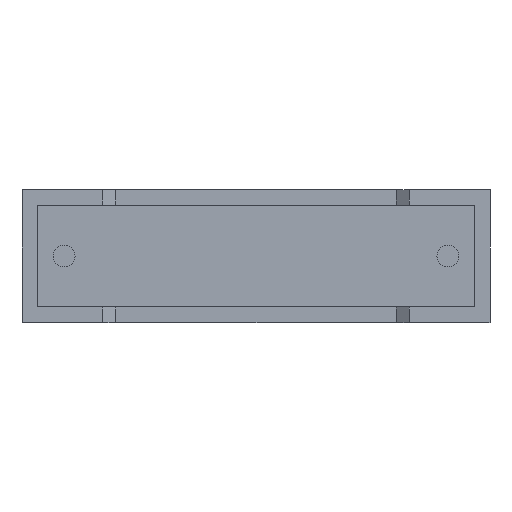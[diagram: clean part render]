
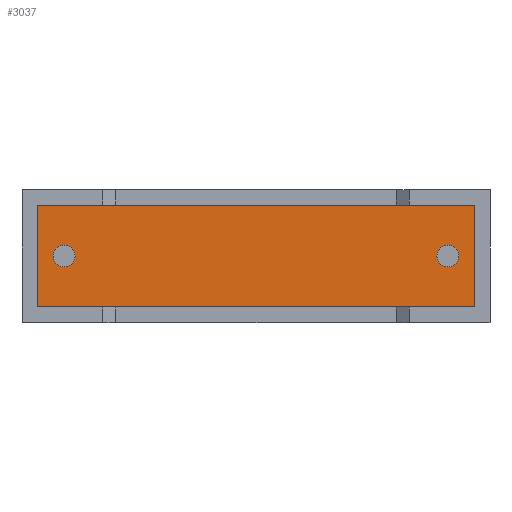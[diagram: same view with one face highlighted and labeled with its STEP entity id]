
A CAD part, front view. The second image highlights one B-rep face of the part: STEP entity #3037.
In plain terms, the highlighted planar face has unit normal (0, -1, 0).
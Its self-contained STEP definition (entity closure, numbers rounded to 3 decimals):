
#34 = AXIS2_PLACEMENT_3D ( 'NONE', #2101, #2119, #2374 ) ;
#102 = VERTEX_POINT ( 'NONE', #915 ) ;
#123 = EDGE_CURVE ( 'NONE', #2268, #102, #1118, .T. ) ;
#133 = AXIS2_PLACEMENT_3D ( 'NONE', #2293, #875, #147 ) ;
#147 = DIRECTION ( 'NONE',  ( 0., 0., -1. ) ) ;
#232 = ORIENTED_EDGE ( 'NONE', *, *, #2574, .F. ) ;
#254 = CIRCLE ( 'NONE', #133, 0.425 ) ;
#362 = CARTESIAN_POINT ( 'NONE',  ( 16.65, 0.75, 3.025 ) ) ;
#384 = VERTEX_POINT ( 'NONE', #1001 ) ;
#395 = DIRECTION ( 'NONE',  ( 0., -1., 0. ) ) ;
#397 = CARTESIAN_POINT ( 'NONE',  ( 17.69, 0.75, 0.61 ) ) ;
#401 = VERTEX_POINT ( 'NONE', #1734 ) ;
#404 = VERTEX_POINT ( 'NONE', #1716 ) ;
#412 = DIRECTION ( 'NONE',  ( 0., 0., -1. ) ) ;
#425 = VERTEX_POINT ( 'NONE', #545 ) ;
#545 = CARTESIAN_POINT ( 'NONE',  ( 16.65, 0.75, 2.175 ) ) ;
#659 = CARTESIAN_POINT ( 'NONE',  ( 1.65, 0.75, 2.6 ) ) ;
#663 = DIRECTION ( 'NONE',  ( 0., 0., -1. ) ) ;
#683 = CARTESIAN_POINT ( 'NONE',  ( 17.69, 0.75, 4.59 ) ) ;
#694 = DIRECTION ( 'NONE',  ( 0., -1., 0. ) ) ;
#705 = CARTESIAN_POINT ( 'NONE',  ( 17.69, 0.75, 0.61 ) ) ;
#735 = EDGE_CURVE ( 'NONE', #384, #404, #1503, .T. ) ;
#859 = CIRCLE ( 'NONE', #34, 0.425 ) ;
#869 = DIRECTION ( 'NONE',  ( 0., 0., 1. ) ) ;
#875 = DIRECTION ( 'NONE',  ( 0., -1., 0. ) ) ;
#915 = CARTESIAN_POINT ( 'NONE',  ( 0.61, 0.75, 4.59 ) ) ;
#1001 = CARTESIAN_POINT ( 'NONE',  ( 1.65, 0.75, 2.175 ) ) ;
#1049 = VERTEX_POINT ( 'NONE', #362 ) ;
#1118 = LINE ( 'NONE', #683, #1155 ) ;
#1129 = AXIS2_PLACEMENT_3D ( 'NONE', #1916, #2133, #1872 ) ;
#1142 = DIRECTION ( 'NONE',  ( 0., 0., -1. ) ) ;
#1154 = FACE_OUTER_BOUND ( 'NONE', #2455, .T. ) ;
#1155 = VECTOR ( 'NONE', #1623, 1000. ) ;
#1159 = LINE ( 'NONE', #397, #2653 ) ;
#1314 = ORIENTED_EDGE ( 'NONE', *, *, #1605, .F. ) ;
#1389 = VECTOR ( 'NONE', #412, 1000. ) ;
#1438 = PLANE ( 'NONE',  #1129 ) ;
#1455 = CARTESIAN_POINT ( 'NONE',  ( 17.69, 0.75, 4.59 ) ) ;
#1503 = CIRCLE ( 'NONE', #2826, 0.425 ) ;
#1596 = CARTESIAN_POINT ( 'NONE',  ( 0.61, 0.75, 4.59 ) ) ;
#1605 = EDGE_CURVE ( 'NONE', #404, #384, #2598, .T. ) ;
#1623 = DIRECTION ( 'NONE',  ( -1., 0., 0. ) ) ;
#1645 = ORIENTED_EDGE ( 'NONE', *, *, #735, .F. ) ;
#1657 = CARTESIAN_POINT ( 'NONE',  ( 0.61, 0.75, 0.61 ) ) ;
#1716 = CARTESIAN_POINT ( 'NONE',  ( 1.65, 0.75, 3.025 ) ) ;
#1734 = CARTESIAN_POINT ( 'NONE',  ( 0.61, 0.75, 0.61 ) ) ;
#1782 = ORIENTED_EDGE ( 'NONE', *, *, #123, .T. ) ;
#1793 = FACE_BOUND ( 'NONE', #3050, .T. ) ;
#1855 = LINE ( 'NONE', #1657, #2376 ) ;
#1872 = DIRECTION ( 'NONE',  ( 0., 0., -1. ) ) ;
#1902 = VERTEX_POINT ( 'NONE', #705 ) ;
#1916 = CARTESIAN_POINT ( 'NONE',  ( 0., 0.75, 0. ) ) ;
#1964 = EDGE_CURVE ( 'NONE', #401, #1902, #1855, .T. ) ;
#2049 = FACE_BOUND ( 'NONE', #2125, .T. ) ;
#2057 = LINE ( 'NONE', #1596, #1389 ) ;
#2101 = CARTESIAN_POINT ( 'NONE',  ( 16.65, 0.75, 2.6 ) ) ;
#2119 = DIRECTION ( 'NONE',  ( 0., -1., 0. ) ) ;
#2125 = EDGE_LOOP ( 'NONE', ( #1314, #1645 ) ) ;
#2133 = DIRECTION ( 'NONE',  ( 0., -1., 0. ) ) ;
#2268 = VERTEX_POINT ( 'NONE', #1455 ) ;
#2293 = CARTESIAN_POINT ( 'NONE',  ( 16.65, 0.75, 2.6 ) ) ;
#2374 = DIRECTION ( 'NONE',  ( 0., 0., -1. ) ) ;
#2376 = VECTOR ( 'NONE', #2802, 1000. ) ;
#2409 = AXIS2_PLACEMENT_3D ( 'NONE', #659, #694, #1142 ) ;
#2455 = EDGE_LOOP ( 'NONE', ( #2635, #2697, #2720, #1782 ) ) ;
#2514 = CARTESIAN_POINT ( 'NONE',  ( 1.65, 0.75, 2.6 ) ) ;
#2574 = EDGE_CURVE ( 'NONE', #425, #1049, #254, .T. ) ;
#2598 = CIRCLE ( 'NONE', #2409, 0.425 ) ;
#2635 = ORIENTED_EDGE ( 'NONE', *, *, #2880, .T. ) ;
#2653 = VECTOR ( 'NONE', #869, 1000. ) ;
#2697 = ORIENTED_EDGE ( 'NONE', *, *, #1964, .T. ) ;
#2698 = EDGE_CURVE ( 'NONE', #1049, #425, #859, .T. ) ;
#2720 = ORIENTED_EDGE ( 'NONE', *, *, #2955, .T. ) ;
#2802 = DIRECTION ( 'NONE',  ( 1., 0., 0. ) ) ;
#2826 = AXIS2_PLACEMENT_3D ( 'NONE', #2514, #395, #663 ) ;
#2880 = EDGE_CURVE ( 'NONE', #102, #401, #2057, .T. ) ;
#2940 = ORIENTED_EDGE ( 'NONE', *, *, #2698, .F. ) ;
#2955 = EDGE_CURVE ( 'NONE', #1902, #2268, #1159, .T. ) ;
#3037 = ADVANCED_FACE ( 'NONE', ( #1793, #1154, #2049 ), #1438, .T. ) ;
#3050 = EDGE_LOOP ( 'NONE', ( #2940, #232 ) ) ;
